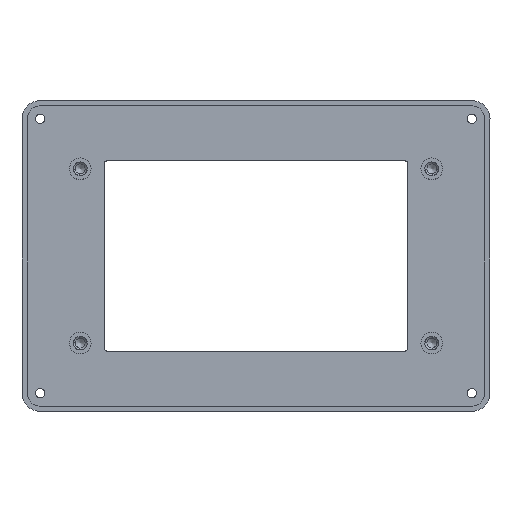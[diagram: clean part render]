
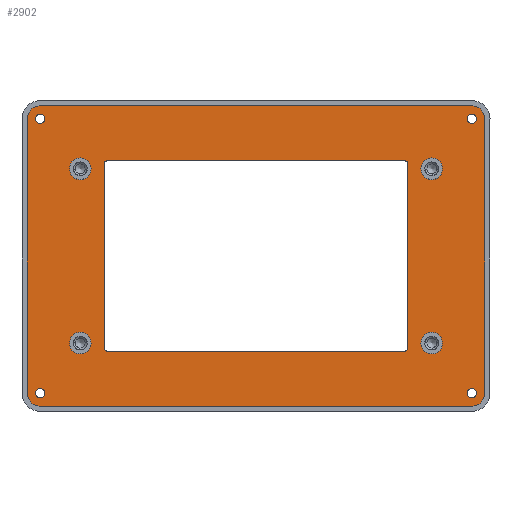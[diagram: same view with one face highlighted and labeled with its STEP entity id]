
A CAD part, top view. The second image highlights one B-rep face of the part: STEP entity #2902.
In plain terms, the highlighted planar face has unit normal (0, 0, 1).
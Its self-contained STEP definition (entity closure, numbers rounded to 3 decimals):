
#23=FACE_BOUND('',#537,.T.);
#24=FACE_BOUND('',#538,.T.);
#25=FACE_BOUND('',#539,.T.);
#26=FACE_BOUND('',#540,.T.);
#27=FACE_BOUND('',#541,.T.);
#28=FACE_BOUND('',#542,.T.);
#29=FACE_BOUND('',#543,.T.);
#30=FACE_BOUND('',#544,.T.);
#31=FACE_BOUND('',#545,.T.);
#172=PLANE('',#3200);
#369=FACE_OUTER_BOUND('',#536,.T.);
#536=EDGE_LOOP('',(#2514,#2515,#2516,#2517,#2518,#2519,#2520,#2521));
#537=EDGE_LOOP('',(#2522,#2523,#2524,#2525,#2526,#2527,#2528,#2529));
#538=EDGE_LOOP('',(#2530));
#539=EDGE_LOOP('',(#2531));
#540=EDGE_LOOP('',(#2532));
#541=EDGE_LOOP('',(#2533));
#542=EDGE_LOOP('',(#2534));
#543=EDGE_LOOP('',(#2535));
#544=EDGE_LOOP('',(#2536));
#545=EDGE_LOOP('',(#2537));
#702=CIRCLE('',#3177,1.2);
#704=CIRCLE('',#3181,1.2);
#707=CIRCLE('',#3186,4.094);
#709=CIRCLE('',#3190,4.094);
#711=CIRCLE('',#3194,4.094);
#713=CIRCLE('',#3198,4.094);
#714=CIRCLE('',#3201,4.9);
#715=CIRCLE('',#3202,4.9);
#716=CIRCLE('',#3203,4.9);
#717=CIRCLE('',#3204,4.9);
#718=CIRCLE('',#3205,1.2);
#719=CIRCLE('',#3206,1.2);
#720=CIRCLE('',#3207,1.8);
#721=CIRCLE('',#3208,1.8);
#722=CIRCLE('',#3209,1.8);
#723=CIRCLE('',#3210,1.8);
#860=LINE('',#4945,#1048);
#864=LINE('',#4957,#1052);
#871=LINE('',#4994,#1059);
#872=LINE('',#4998,#1060);
#873=LINE('',#5002,#1061);
#874=LINE('',#5005,#1062);
#875=LINE('',#5007,#1063);
#876=LINE('',#5011,#1064);
#1048=VECTOR('',#3834,10.);
#1052=VECTOR('',#3846,10.);
#1059=VECTOR('',#3889,10.);
#1060=VECTOR('',#3892,10.);
#1061=VECTOR('',#3895,10.);
#1062=VECTOR('',#3898,10.);
#1063=VECTOR('',#3899,10.);
#1064=VECTOR('',#3902,10.);
#1334=VERTEX_POINT('',#4935);
#1335=VERTEX_POINT('',#4936);
#1338=VERTEX_POINT('',#4944);
#1340=VERTEX_POINT('',#4950);
#1342=VERTEX_POINT('',#4956);
#1345=VERTEX_POINT('',#4964);
#1347=VERTEX_POINT('',#4971);
#1349=VERTEX_POINT('',#4978);
#1351=VERTEX_POINT('',#4985);
#1352=VERTEX_POINT('',#4990);
#1353=VERTEX_POINT('',#4991);
#1354=VERTEX_POINT('',#4993);
#1355=VERTEX_POINT('',#4995);
#1356=VERTEX_POINT('',#4997);
#1357=VERTEX_POINT('',#4999);
#1358=VERTEX_POINT('',#5001);
#1359=VERTEX_POINT('',#5003);
#1360=VERTEX_POINT('',#5006);
#1361=VERTEX_POINT('',#5008);
#1362=VERTEX_POINT('',#5010);
#1363=VERTEX_POINT('',#5013);
#1364=VERTEX_POINT('',#5015);
#1365=VERTEX_POINT('',#5017);
#1366=VERTEX_POINT('',#5019);
#1726=EDGE_CURVE('',#1334,#1335,#702,.T.);
#1730=EDGE_CURVE('',#1335,#1338,#860,.T.);
#1733=EDGE_CURVE('',#1338,#1340,#704,.T.);
#1736=EDGE_CURVE('',#1340,#1342,#864,.T.);
#1741=EDGE_CURVE('',#1345,#1345,#707,.T.);
#1744=EDGE_CURVE('',#1347,#1347,#709,.T.);
#1747=EDGE_CURVE('',#1349,#1349,#711,.T.);
#1750=EDGE_CURVE('',#1351,#1351,#713,.T.);
#1751=EDGE_CURVE('',#1352,#1353,#714,.T.);
#1752=EDGE_CURVE('',#1354,#1352,#871,.T.);
#1753=EDGE_CURVE('',#1355,#1354,#715,.T.);
#1754=EDGE_CURVE('',#1356,#1355,#872,.T.);
#1755=EDGE_CURVE('',#1357,#1356,#716,.T.);
#1756=EDGE_CURVE('',#1358,#1357,#873,.T.);
#1757=EDGE_CURVE('',#1359,#1358,#717,.T.);
#1758=EDGE_CURVE('',#1353,#1359,#874,.T.);
#1759=EDGE_CURVE('',#1360,#1334,#875,.T.);
#1760=EDGE_CURVE('',#1361,#1360,#718,.T.);
#1761=EDGE_CURVE('',#1362,#1361,#876,.T.);
#1762=EDGE_CURVE('',#1342,#1362,#719,.T.);
#1763=EDGE_CURVE('',#1363,#1363,#720,.T.);
#1764=EDGE_CURVE('',#1364,#1364,#721,.T.);
#1765=EDGE_CURVE('',#1365,#1365,#722,.T.);
#1766=EDGE_CURVE('',#1366,#1366,#723,.T.);
#2514=ORIENTED_EDGE('',*,*,#1751,.F.);
#2515=ORIENTED_EDGE('',*,*,#1752,.F.);
#2516=ORIENTED_EDGE('',*,*,#1753,.F.);
#2517=ORIENTED_EDGE('',*,*,#1754,.F.);
#2518=ORIENTED_EDGE('',*,*,#1755,.F.);
#2519=ORIENTED_EDGE('',*,*,#1756,.F.);
#2520=ORIENTED_EDGE('',*,*,#1757,.F.);
#2521=ORIENTED_EDGE('',*,*,#1758,.F.);
#2522=ORIENTED_EDGE('',*,*,#1736,.F.);
#2523=ORIENTED_EDGE('',*,*,#1733,.F.);
#2524=ORIENTED_EDGE('',*,*,#1730,.F.);
#2525=ORIENTED_EDGE('',*,*,#1726,.F.);
#2526=ORIENTED_EDGE('',*,*,#1759,.F.);
#2527=ORIENTED_EDGE('',*,*,#1760,.F.);
#2528=ORIENTED_EDGE('',*,*,#1761,.F.);
#2529=ORIENTED_EDGE('',*,*,#1762,.F.);
#2530=ORIENTED_EDGE('',*,*,#1741,.T.);
#2531=ORIENTED_EDGE('',*,*,#1744,.T.);
#2532=ORIENTED_EDGE('',*,*,#1747,.T.);
#2533=ORIENTED_EDGE('',*,*,#1750,.T.);
#2534=ORIENTED_EDGE('',*,*,#1763,.F.);
#2535=ORIENTED_EDGE('',*,*,#1764,.F.);
#2536=ORIENTED_EDGE('',*,*,#1765,.F.);
#2537=ORIENTED_EDGE('',*,*,#1766,.F.);
#2902=ADVANCED_FACE('',(#369,#23,#24,#25,#26,#27,#28,#29,#30,#31),#172,
 .T.);
#3177=AXIS2_PLACEMENT_3D('',#4937,#3826,#3827);
#3181=AXIS2_PLACEMENT_3D('',#4951,#3839,#3840);
#3186=AXIS2_PLACEMENT_3D('',#4966,#3854,#3855);
#3190=AXIS2_PLACEMENT_3D('',#4973,#3863,#3864);
#3194=AXIS2_PLACEMENT_3D('',#4980,#3872,#3873);
#3198=AXIS2_PLACEMENT_3D('',#4987,#3881,#3882);
#3200=AXIS2_PLACEMENT_3D('',#4989,#3885,#3886);
#3201=AXIS2_PLACEMENT_3D('',#4992,#3887,#3888);
#3202=AXIS2_PLACEMENT_3D('',#4996,#3890,#3891);
#3203=AXIS2_PLACEMENT_3D('',#5000,#3893,#3894);
#3204=AXIS2_PLACEMENT_3D('',#5004,#3896,#3897);
#3205=AXIS2_PLACEMENT_3D('',#5009,#3900,#3901);
#3206=AXIS2_PLACEMENT_3D('',#5012,#3903,#3904);
#3207=AXIS2_PLACEMENT_3D('',#5014,#3905,#3906);
#3208=AXIS2_PLACEMENT_3D('',#5016,#3907,#3908);
#3209=AXIS2_PLACEMENT_3D('',#5018,#3909,#3910);
#3210=AXIS2_PLACEMENT_3D('',#5020,#3911,#3912);
#3826=DIRECTION('center_axis',(0.,0.,1.));
#3827=DIRECTION('ref_axis',(0.707,0.707,0.));
#3834=DIRECTION('',(-1.,0.,0.));
#3839=DIRECTION('center_axis',(0.,0.,1.));
#3840=DIRECTION('ref_axis',(-0.707,0.707,0.));
#3846=DIRECTION('',(0.,-1.,0.));
#3854=DIRECTION('center_axis',(0.,0.,-1.));
#3855=DIRECTION('ref_axis',(-1.,0.,0.));
#3863=DIRECTION('center_axis',(0.,0.,-1.));
#3864=DIRECTION('ref_axis',(-1.,0.,0.));
#3872=DIRECTION('center_axis',(0.,0.,-1.));
#3873=DIRECTION('ref_axis',(-1.,0.,0.));
#3881=DIRECTION('center_axis',(0.,0.,-1.));
#3882=DIRECTION('ref_axis',(-1.,0.,0.));
#3885=DIRECTION('center_axis',(0.,0.,1.));
#3886=DIRECTION('ref_axis',(1.,0.,0.));
#3887=DIRECTION('center_axis',(0.,0.,-1.));
#3888=DIRECTION('ref_axis',(1.,0.,0.));
#3889=DIRECTION('',(0.,1.,0.));
#3890=DIRECTION('center_axis',(0.,0.,-1.));
#3891=DIRECTION('ref_axis',(1.,0.,0.));
#3892=DIRECTION('',(-1.,0.,0.));
#3893=DIRECTION('center_axis',(0.,0.,-1.));
#3894=DIRECTION('ref_axis',(1.,0.,0.));
#3895=DIRECTION('',(0.,-1.,0.));
#3896=DIRECTION('center_axis',(0.,0.,-1.));
#3897=DIRECTION('ref_axis',(1.,0.,0.));
#3898=DIRECTION('',(1.,0.,0.));
#3899=DIRECTION('',(0.,1.,0.));
#3900=DIRECTION('center_axis',(0.,0.,1.));
#3901=DIRECTION('ref_axis',(0.707,-0.707,0.));
#3902=DIRECTION('',(1.,0.,0.));
#3903=DIRECTION('center_axis',(0.,0.,1.));
#3904=DIRECTION('ref_axis',(-0.707,-0.707,0.));
#3905=DIRECTION('center_axis',(0.,0.,1.));
#3906=DIRECTION('ref_axis',(1.,0.,0.));
#3907=DIRECTION('center_axis',(0.,0.,1.));
#3908=DIRECTION('ref_axis',(1.,0.,0.));
#3909=DIRECTION('center_axis',(0.,0.,1.));
#3910=DIRECTION('ref_axis',(1.,0.,0.));
#3911=DIRECTION('center_axis',(0.,0.,1.));
#3912=DIRECTION('ref_axis',(1.,0.,0.));
#4935=CARTESIAN_POINT('',(57.5,34.8,1.));
#4936=CARTESIAN_POINT('',(56.3,36.,1.));
#4937=CARTESIAN_POINT('Origin',(56.3,34.8,1.));
#4944=CARTESIAN_POINT('',(-56.3,36.,1.));
#4945=CARTESIAN_POINT('',(-28.75,36.,1.));
#4950=CARTESIAN_POINT('',(-57.5,34.8,1.));
#4951=CARTESIAN_POINT('Origin',(-56.3,34.8,1.));
#4956=CARTESIAN_POINT('',(-57.5,-34.8,1.));
#4957=CARTESIAN_POINT('',(-57.5,-18.,1.));
#4964=CARTESIAN_POINT('',(70.594,32.98,1.));
#4966=CARTESIAN_POINT('Origin',(66.5,32.98,1.));
#4971=CARTESIAN_POINT('',(-62.406,32.98,1.));
#4973=CARTESIAN_POINT('Origin',(-66.5,32.98,1.));
#4978=CARTESIAN_POINT('',(70.594,-32.98,1.));
#4980=CARTESIAN_POINT('Origin',(66.5,-32.98,1.));
#4985=CARTESIAN_POINT('',(-62.406,-32.98,1.));
#4987=CARTESIAN_POINT('Origin',(-66.5,-32.98,1.));
#4989=CARTESIAN_POINT('Origin',(0.,0.,
1.));
#4990=CARTESIAN_POINT('',(-86.55,51.913,1.));
#4991=CARTESIAN_POINT('',(-81.65,56.813,1.));
#4992=CARTESIAN_POINT('Origin',(-81.65,51.913,1.));
#4993=CARTESIAN_POINT('',(-86.55,-51.912,1.));
#4994=CARTESIAN_POINT('',(-86.55,25.956,1.));
#4995=CARTESIAN_POINT('',(-81.65,-56.812,1.));
#4996=CARTESIAN_POINT('Origin',(-81.65,-51.912,1.));
#4997=CARTESIAN_POINT('',(81.65,-56.812,1.));
#4998=CARTESIAN_POINT('',(-40.825,-56.812,1.));
#4999=CARTESIAN_POINT('',(86.55,-51.912,1.));
#5000=CARTESIAN_POINT('Origin',(81.65,-51.912,1.));
#5001=CARTESIAN_POINT('',(86.55,51.913,1.));
#5002=CARTESIAN_POINT('',(86.55,-25.956,1.));
#5003=CARTESIAN_POINT('',(81.65,56.812,1.));
#5004=CARTESIAN_POINT('Origin',(81.65,51.912,1.));
#5005=CARTESIAN_POINT('',(40.825,56.812,1.));
#5006=CARTESIAN_POINT('',(57.5,-34.8,1.));
#5007=CARTESIAN_POINT('',(57.5,18.,1.));
#5008=CARTESIAN_POINT('',(56.3,-36.,1.));
#5009=CARTESIAN_POINT('Origin',(56.3,-34.8,1.));
#5010=CARTESIAN_POINT('',(-56.3,-36.,1.));
#5011=CARTESIAN_POINT('',(28.75,-36.,1.));
#5012=CARTESIAN_POINT('Origin',(-56.3,-34.8,1.));
#5013=CARTESIAN_POINT('',(79.85,51.912,1.));
#5014=CARTESIAN_POINT('Origin',(81.65,51.912,1.));
#5015=CARTESIAN_POINT('',(79.85,-51.913,1.));
#5016=CARTESIAN_POINT('Origin',(81.65,-51.913,1.));
#5017=CARTESIAN_POINT('',(-83.45,-51.912,1.));
#5018=CARTESIAN_POINT('Origin',(-81.65,-51.912,1.));
#5019=CARTESIAN_POINT('',(-83.45,51.913,1.));
#5020=CARTESIAN_POINT('Origin',(-81.65,51.913,1.));
